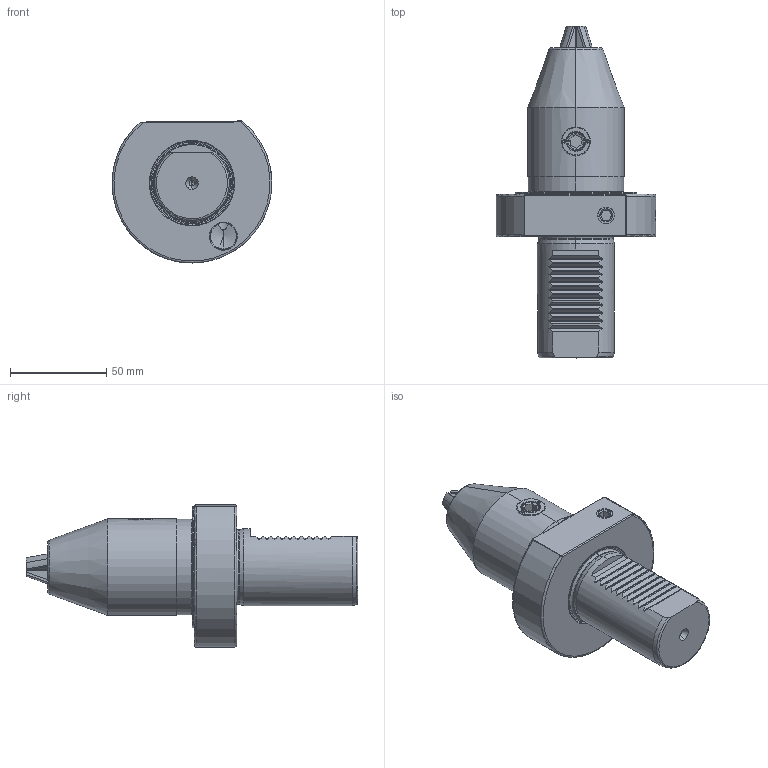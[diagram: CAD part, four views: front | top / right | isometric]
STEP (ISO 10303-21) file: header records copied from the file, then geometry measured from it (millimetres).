
FILE_DESCRIPTION (( 'STEP AP203' ), '1' );
FILE_NAME ('409.15.16-VD22045B.STEP', '2017-04-10T11:10:46', ( '' ), ( '' ), 'SwSTEP 2.0', 'SolidWorks 2013', '' );
FILE_SCHEMA (( 'CONFIG_CONTROL_DESIGN' ));
Length unit declared in the file: millimetre
Products named in the file (14): 1331503-03B; 1331505A; 1331402-04D; PB02-1101; 1331402-05B; 409.15.16-VD22045B; 1331402-06F; 1331402-08B; 1332401-103A; VD22042-01F; 1331503-01F; SB01-8001; 1331505-0200A; KR02-9096
Assembly tree (15 placements, depth 3):
  409.15.16-VD22045B
    VD22042-01F
    1331505A
      1331503-01F
      1331505-0200A
      1331503-03B
      1331402-04D
      1331402-05B
      1331402-06F
      1331402-08B
      1332401-103A  x3
      SB01-8001
    PB02-1101  x2
  KR02-9096
Bounding box: 83.04 x 172.34 x 73.78 mm (x, y, z)
Volume: 281951.4 mm3; surface area: 81580.3 mm2
Topology: 14 solids, 14 shells, 1000 faces, 2675 edges, 1697 vertices
Faces by surface type: cylinder 361, plane 309, cone 242, torus 71, bspline 17
Entity records: 36733 total; most frequent: CARTESIAN_POINT 13513, ORIENTED_EDGE 4998, DIRECTION 4070, EDGE_CURVE 2499, AXIS2_PLACEMENT_3D 1630, VERTEX_POINT 1599, EDGE_LOOP 992, ADVANCED_FACE 937
